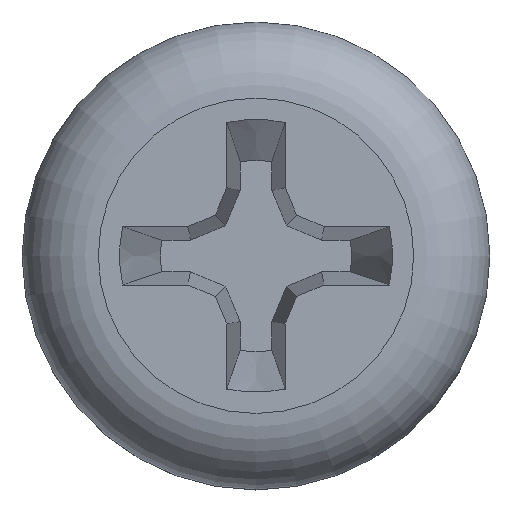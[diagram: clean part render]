
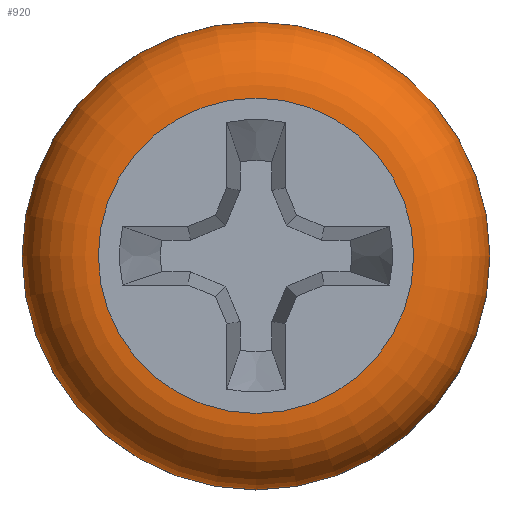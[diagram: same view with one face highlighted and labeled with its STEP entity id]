
A CAD part, top view. The second image highlights one B-rep face of the part: STEP entity #920.
In plain terms, the highlighted toroidal (fillet/blend) face has major radius 4.045 mm and minor radius 1.955 mm.
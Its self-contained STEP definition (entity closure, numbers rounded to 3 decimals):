
#40=TOROIDAL_SURFACE('',#997,4.045,1.955);
#78=FACE_OUTER_BOUND('',#128,.T.);
#128=EDGE_LOOP('',(#686,#687,#688,#689,#690,#691,#692));
#165=CIRCLE('',#998,6.);
#166=CIRCLE('',#999,6.);
#167=CIRCLE('',#1000,1.955);
#168=CIRCLE('',#1001,4.045);
#169=CIRCLE('',#1002,4.045);
#170=CIRCLE('',#1003,6.);
#406=VERTEX_POINT('',#5626);
#407=VERTEX_POINT('',#5627);
#408=VERTEX_POINT('',#5629);
#409=VERTEX_POINT('',#5631);
#410=VERTEX_POINT('',#5633);
#523=EDGE_CURVE('',#406,#407,#165,.T.);
#524=EDGE_CURVE('',#408,#406,#166,.T.);
#525=EDGE_CURVE('',#408,#409,#167,.T.);
#526=EDGE_CURVE('',#409,#410,#168,.T.);
#527=EDGE_CURVE('',#410,#409,#169,.T.);
#528=EDGE_CURVE('',#407,#408,#170,.T.);
#686=ORIENTED_EDGE('',*,*,#523,.F.);
#687=ORIENTED_EDGE('',*,*,#524,.F.);
#688=ORIENTED_EDGE('',*,*,#525,.T.);
#689=ORIENTED_EDGE('',*,*,#526,.T.);
#690=ORIENTED_EDGE('',*,*,#527,.T.);
#691=ORIENTED_EDGE('',*,*,#525,.F.);
#692=ORIENTED_EDGE('',*,*,#528,.F.);
#920=ADVANCED_FACE('',(#78),#40,.T.);
#997=AXIS2_PLACEMENT_3D('',#5625,#1117,#1118);
#998=AXIS2_PLACEMENT_3D('',#5628,#1119,#1120);
#999=AXIS2_PLACEMENT_3D('',#5630,#1121,#1122);
#1000=AXIS2_PLACEMENT_3D('',#5632,#1123,#1124);
#1001=AXIS2_PLACEMENT_3D('',#5634,#1125,#1126);
#1002=AXIS2_PLACEMENT_3D('',#5635,#1127,#1128);
#1003=AXIS2_PLACEMENT_3D('',#5636,#1129,#1130);
#1117=DIRECTION('center_axis',(0.,0.,-1.));
#1118=DIRECTION('ref_axis',(0.,1.,0.));
#1119=DIRECTION('center_axis',(0.,0.,-1.));
#1120=DIRECTION('ref_axis',(0.,1.,0.));
#1121=DIRECTION('center_axis',(0.,0.,-1.));
#1122=DIRECTION('ref_axis',(0.,1.,0.));
#1123=DIRECTION('center_axis',(-1.,0.,0.));
#1124=DIRECTION('ref_axis',(0.,-1.,0.));
#1125=DIRECTION('center_axis',(0.,0.,-1.));
#1126=DIRECTION('ref_axis',(0.,1.,0.));
#1127=DIRECTION('center_axis',(0.,0.,-1.));
#1128=DIRECTION('ref_axis',(0.,1.,0.));
#1129=DIRECTION('center_axis',(0.,0.,-1.));
#1130=DIRECTION('ref_axis',(0.,1.,0.));
#5625=CARTESIAN_POINT('Origin',(0.,0.,2.645));
#5626=CARTESIAN_POINT('',(-6.,0.,2.645));
#5627=CARTESIAN_POINT('',(6.,0.,2.645));
#5628=CARTESIAN_POINT('Origin',(0.,0.,2.645));
#5629=CARTESIAN_POINT('',(0.,-6.,2.645));
#5630=CARTESIAN_POINT('Origin',(0.,0.,2.645));
#5631=CARTESIAN_POINT('',(0.,-4.045,4.6));
#5632=CARTESIAN_POINT('Origin',(0.,-4.045,2.645));
#5633=CARTESIAN_POINT('',(0.,4.045,4.6));
#5634=CARTESIAN_POINT('Origin',(0.,0.,4.6));
#5635=CARTESIAN_POINT('Origin',(0.,0.,4.6));
#5636=CARTESIAN_POINT('Origin',(0.,0.,2.645));
